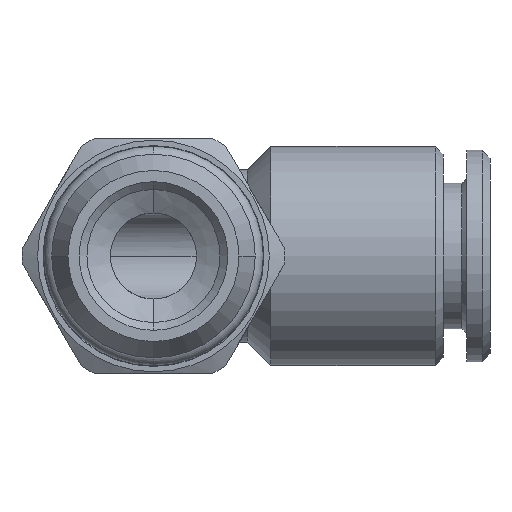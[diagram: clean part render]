
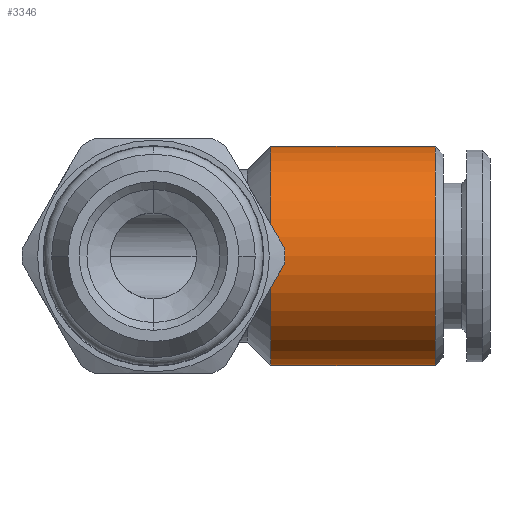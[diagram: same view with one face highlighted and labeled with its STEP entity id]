
A CAD part, front view. The second image highlights one B-rep face of the part: STEP entity #3346.
In plain terms, the highlighted cylindrical face has radius 7 mm (diameter 14 mm), a partial arc.
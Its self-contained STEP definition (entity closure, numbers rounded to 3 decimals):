
#503 = CARTESIAN_POINT ( 'NONE',  ( 18., 0., 7. ) ) ;
#1086 = CARTESIAN_POINT ( 'NONE',  ( 7.5, 0., 7. ) ) ;
#1120 = CARTESIAN_POINT ( 'NONE',  ( 7.5, 0., -7. ) ) ;
#1121 = DIRECTION ( 'NONE',  ( -1., 0., 0. ) ) ;
#1122 = VECTOR ( 'NONE', #1121, 1000. ) ;
#1123 = CARTESIAN_POINT ( 'NONE',  ( -3.45, 0., -7. ) ) ;
#1124 = LINE ( 'NONE', #1123, #1122 ) ;
#1255 = LINE ( 'NONE', #1363, #1362 ) ;
#1346 = CARTESIAN_POINT ( 'NONE',  ( 18., 0., -7. ) ) ;
#1361 = DIRECTION ( 'NONE',  ( -1., 0., 0. ) ) ;
#1362 = VECTOR ( 'NONE', #1361, 1000. ) ;
#1363 = CARTESIAN_POINT ( 'NONE',  ( -3.45, 0., 7. ) ) ;
#1523 = DIRECTION ( 'NONE',  ( 0., 0., 1. ) ) ;
#1524 = DIRECTION ( 'NONE',  ( -1., 0., 0. ) ) ;
#1525 = CARTESIAN_POINT ( 'NONE',  ( 7.5, 0., 0. ) ) ;
#1526 = AXIS2_PLACEMENT_3D ( 'NONE', #1525, #1524, #1523 ) ;
#1527 = CIRCLE ( 'NONE', #1526, 7. ) ;
#1939 = DIRECTION ( 'NONE',  ( 0., 0., 1. ) ) ;
#1940 = DIRECTION ( 'NONE',  ( -1., 0., 0. ) ) ;
#1941 = CARTESIAN_POINT ( 'NONE',  ( -3.45, 0., 0. ) ) ;
#1942 = AXIS2_PLACEMENT_3D ( 'NONE', #1941, #1940, #1939 ) ;
#1943 = CYLINDRICAL_SURFACE ( 'NONE', #1942, 7. ) ;
#1944 = DIRECTION ( 'NONE',  ( 0., 0., 1. ) ) ;
#1945 = DIRECTION ( 'NONE',  ( -1., 0., 0. ) ) ;
#1946 = AXIS2_PLACEMENT_3D ( 'NONE', #1954, #1945, #1944 ) ;
#1947 = CIRCLE ( 'NONE', #1946, 7. ) ;
#1948 = FACE_OUTER_BOUND ( 'NONE', #3338, .T. ) ;
#1954 = CARTESIAN_POINT ( 'NONE',  ( 18., 0., 0. ) ) ;
#2818 = VERTEX_POINT ( 'NONE', #503 ) ;
#3152 = EDGE_CURVE ( 'NONE', #3185, #3153, #1124, .T. ) ;
#3153 = VERTEX_POINT ( 'NONE', #1120 ) ;
#3164 = VERTEX_POINT ( 'NONE', #1086 ) ;
#3185 = VERTEX_POINT ( 'NONE', #1346 ) ;
#3189 = EDGE_CURVE ( 'NONE', #2818, #3164, #1255, .T. ) ;
#3309 = EDGE_CURVE ( 'NONE', #3153, #3164, #1527, .T. ) ;
#3332 = ORIENTED_EDGE ( 'NONE', *, *, #3152, .F. ) ;
#3338 = EDGE_LOOP ( 'NONE', ( #3332, #3405, #3429, #3430 ) ) ;
#3345 = EDGE_CURVE ( 'NONE', #3185, #2818, #1947, .T. ) ;
#3346 = ADVANCED_FACE ( 'NONE', ( #1948 ), #1943, .T. ) ;
#3405 = ORIENTED_EDGE ( 'NONE', *, *, #3345, .T. ) ;
#3429 = ORIENTED_EDGE ( 'NONE', *, *, #3189, .T. ) ;
#3430 = ORIENTED_EDGE ( 'NONE', *, *, #3309, .F. ) ;
